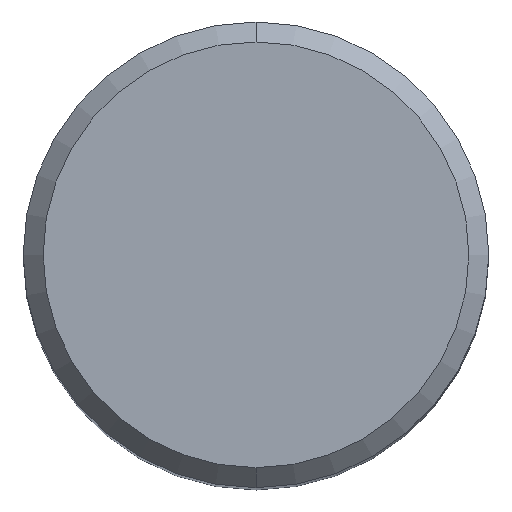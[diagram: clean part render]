
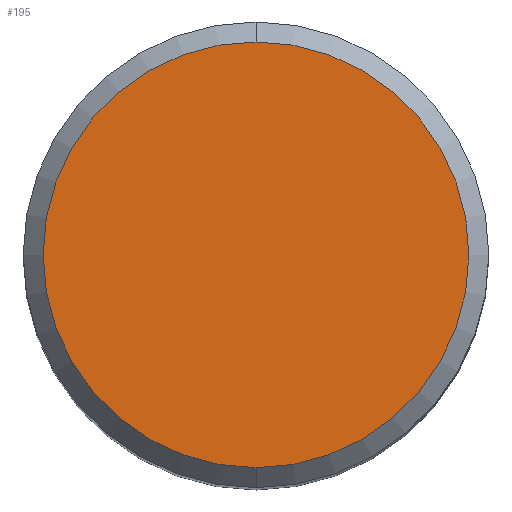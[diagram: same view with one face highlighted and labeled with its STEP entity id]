
A CAD part, top view. The second image highlights one B-rep face of the part: STEP entity #195.
In plain terms, the highlighted planar face has unit normal (0, 0, 1).
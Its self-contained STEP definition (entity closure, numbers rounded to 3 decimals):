
#185=VERTEX_POINT('',#486);
#195=ADVANCED_FACE('',(#498),#499,.T.);
#267=EDGE_CURVE('',#185,#377,#578,.T.);
#377=VERTEX_POINT('',#696);
#407=EDGE_CURVE('',#377,#185,#728,.T.);
#486=CARTESIAN_POINT('',(0.,-6.4,0.0));
#498=FACE_OUTER_BOUND('',#821,.T.);
#499=PLANE('',#822);
#578=CIRCLE('',#975,6.4);
#696=CARTESIAN_POINT('',(0.0,6.4,0.0));
#728=CIRCLE('',#1320,6.4);
#821=EDGE_LOOP('',(#1511,#1512));
#822=AXIS2_PLACEMENT_3D('',#1513,#1514,#1515);
#975=AXIS2_PLACEMENT_3D('',#1606,#1607,#1608);
#1320=AXIS2_PLACEMENT_3D('',#1750,#1751,#1752);
#1511=ORIENTED_EDGE('',*,*,#407,.F.);
#1512=ORIENTED_EDGE('',*,*,#267,.F.);
#1513=CARTESIAN_POINT('',(0.0,3.2,0.0));
#1514=DIRECTION('',(-0.0,0.0,1.0));
#1515=DIRECTION('',(0.0,-1.0,0.0));
#1606=CARTESIAN_POINT('',(0.0,0.0,0.0));
#1607=DIRECTION('',(0.0,0.0,-1.0));
#1608=DIRECTION('',(0.0,1.0,0.0));
#1750=CARTESIAN_POINT('',(0.0,0.0,0.0));
#1751=DIRECTION('',(0.0,0.0,-1.0));
#1752=DIRECTION('',(0.0,1.0,0.0));
